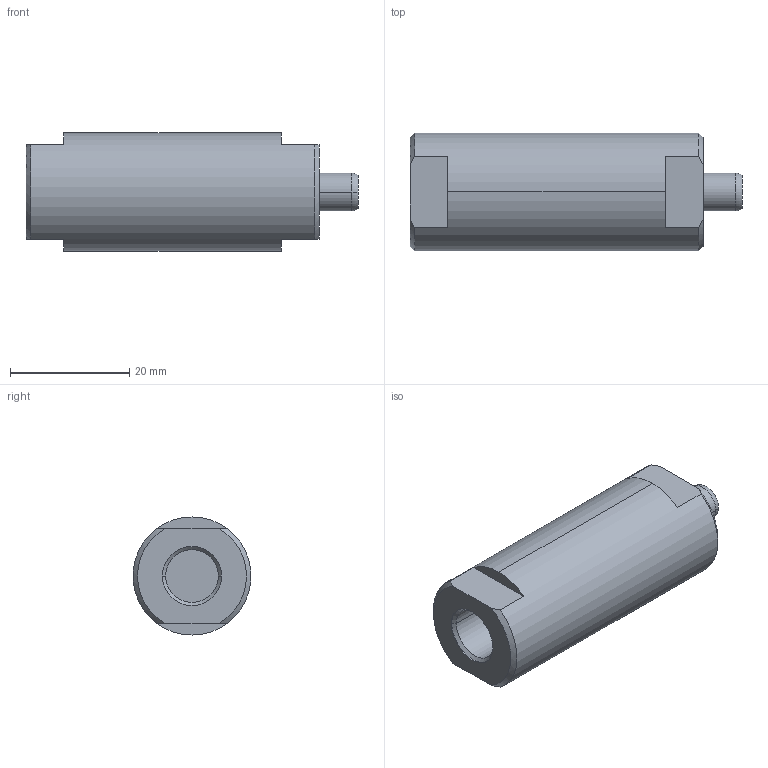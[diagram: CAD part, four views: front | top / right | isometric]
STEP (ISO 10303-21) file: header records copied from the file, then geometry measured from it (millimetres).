
FILE_DESCRIPTION((''),'2;1');
FILE_NAME('ILCM42001001','2015-04-19T',('jdw'),(''),'PRO/ENGINEER BY PARAMETRIC TECHNOLOGY CORPORATION, 2013320','PRO/ENGINEER BY PARAMETRIC TECHNOLOGY CORPORATION, 2013320','');
FILE_SCHEMA(('AUTOMOTIVE_DESIGN { 1 0 10303 214 1 1 1 1 }'));
Length unit declared in the file: millimetre
Products named in the file (1): ILCM42001001
Bounding box: 55.77 x 19.77 x 19.84 mm (x, y, z)
Volume: 14332.7 mm3; surface area: 4036.7 mm2
Topology: 1 solids, 1 shells, 28 faces, 66 edges, 42 vertices
Faces by surface type: plane 12, cylinder 8, cone 6, torus 2
Entity records: 1261 total; most frequent: CARTESIAN_POINT 178, DIRECTION 146, ORIENTED_EDGE 132, COLOUR_RGB 107, PRESENTATION_STYLE_ASSIGNMENT 72, STYLED_ITEM 67, CURVE_STYLE 66, EDGE_CURVE 66
